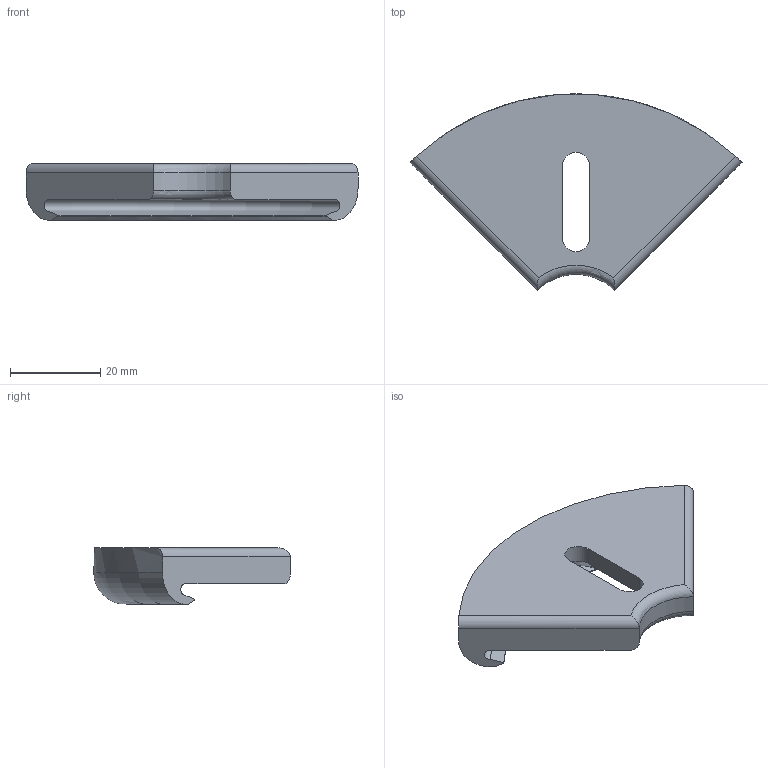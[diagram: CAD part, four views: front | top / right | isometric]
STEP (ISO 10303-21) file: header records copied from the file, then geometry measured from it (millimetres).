
FILE_DESCRIPTION((''),'2;1');
FILE_NAME('GREIFERBACKE_AUSSEN_V4','2024-06-25T16:24:51',('mathi'),(''),'CREO PARAMETRIC BY PTC INC, 2023073','CREO PARAMETRIC BY PTC INC, 2023073','');
FILE_SCHEMA(('CONFIG_CONTROL_DESIGN'));
Length unit declared in the file: millimetre
Products named in the file (1): GREIFERBACKE_AUSSEN_V4
Bounding box: 73.54 x 43.51 x 12.5 mm (x, y, z)
Volume: 16165.9 mm3; surface area: 6309.4 mm2
Topology: 1 solids, 1 shells, 24 faces, 71 edges, 48 vertices
Faces by surface type: plane 9, cylinder 7, torus 4, cone 4
Entity records: 893 total; most frequent: CARTESIAN_POINT 191, ORIENTED_EDGE 142, DIRECTION 140, EDGE_CURVE 71, AXIS2_PLACEMENT_3D 54, VERTEX_POINT 48, VECTOR 32, LINE 32
